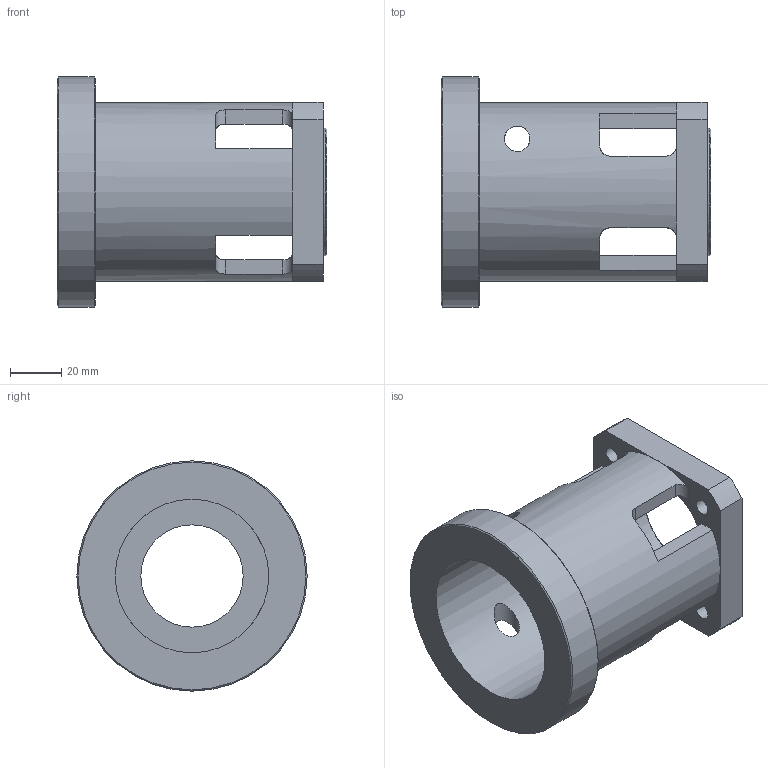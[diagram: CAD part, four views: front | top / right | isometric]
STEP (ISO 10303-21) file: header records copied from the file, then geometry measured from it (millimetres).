
FILE_DESCRIPTION(/* description */ (''),/* implementation_level */ '2;1');
FILE_NAME(/* name */ 'VK MTJ80 90 GESM2428.stp',/* time_stamp */ '2015-08-21T07:35:26+01:00',/* author */ ('Hypex'),/* organization */ ('Hypex'),/* preprocessor_version */ 'ST-DEVELOPER v15.2',/* originating_system */ 'Autodesk Inventor 2014',/* authorisation */ '');
FILE_SCHEMA (('AUTOMOTIVE_DESIGN { 1 0 10303 214 3 1 1 }'));
Length unit declared in the file: millimetre
Products named in the file (1): VK MTJ80 90 GESM2428
Bounding box: 105.5 x 90 x 90 mm (x, y, z)
Volume: 153905.2 mm3; surface area: 54155 mm2
Topology: 1 solids, 1 shells, 52 faces, 150 edges, 99 vertices
Faces by surface type: plane 25, cylinder 23, cone 4
Full cylindrical faces by diameter (mm): 6.2 x4, 10 x2, 40 x1, 50 x1, 60 x1, 70 x1, 90 x1
Entity records: 1907 total; most frequent: CARTESIAN_POINT 567, DIRECTION 264, ORIENTED_EDGE 258, EDGE_CURVE 129, AXIS2_PLACEMENT_3D 102, VERTEX_POINT 93, EDGE_LOOP 88, LINE 60
